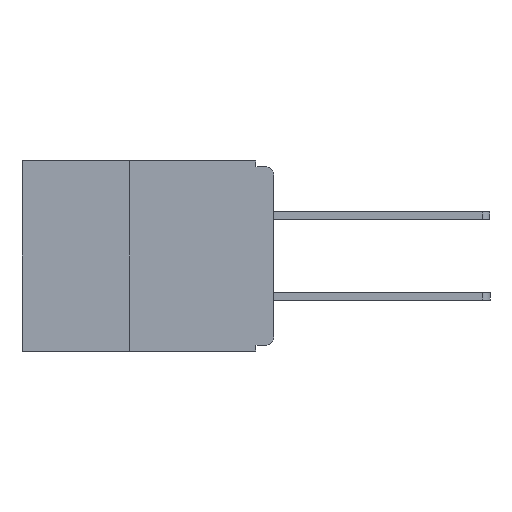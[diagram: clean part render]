
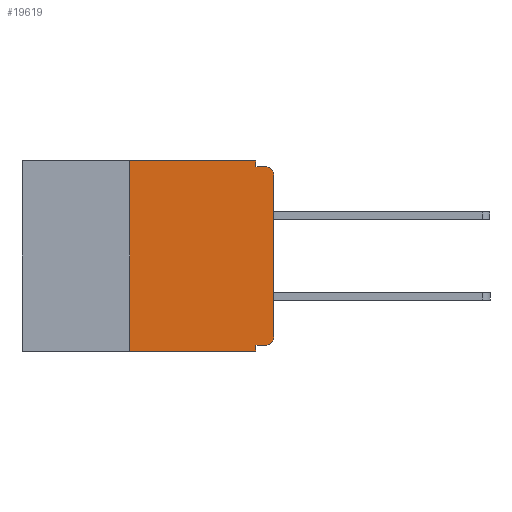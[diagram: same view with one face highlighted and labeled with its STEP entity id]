
A CAD part, left-side view. The second image highlights one B-rep face of the part: STEP entity #19619.
In plain terms, the highlighted planar face has unit normal (-1, 0, 0).
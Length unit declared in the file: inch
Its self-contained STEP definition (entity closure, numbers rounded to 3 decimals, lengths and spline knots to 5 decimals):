
#257 = CARTESIAN_POINT ( 'NONE',  ( 0., 0.25, 0. ) ) ;
#283 = CARTESIAN_POINT ( 'NONE',  ( 0., 0.031, -0.01 ) ) ;
#298 = CARTESIAN_POINT ( 'NONE',  ( 0., 0.015, -0.305 ) ) ;
#527 = VERTEX_POINT ( 'NONE', #283 ) ;
#766 = DIRECTION ( 'NONE',  ( 0., 0., 1. ) ) ;
#1276 = CARTESIAN_POINT ( 'NONE',  ( 0., 0.015, -0.32 ) ) ;
#1779 = CARTESIAN_POINT ( 'NONE',  ( 0., 0., -0.305 ) ) ;
#2267 = EDGE_CURVE ( 'NONE', #13964, #2469, #4900, .T. ) ;
#2469 = VERTEX_POINT ( 'NONE', #6506 ) ;
#2491 = DIRECTION ( 'NONE',  ( 0., 0., -1. ) ) ;
#2832 = LINE ( 'NONE', #13807, #3505 ) ;
#2871 = ORIENTED_EDGE ( 'NONE', *, *, #5765, .T. ) ;
#2892 = ORIENTED_EDGE ( 'NONE', *, *, #2267, .T. ) ;
#2944 = ORIENTED_EDGE ( 'NONE', *, *, #18903, .F. ) ;
#3012 = ORIENTED_EDGE ( 'NONE', *, *, #14231, .F. ) ;
#3056 = ORIENTED_EDGE ( 'NONE', *, *, #13337, .F. ) ;
#3177 = CARTESIAN_POINT ( 'NONE',  ( 0., 0.015, -0.01 ) ) ;
#3239 = ORIENTED_EDGE ( 'NONE', *, *, #24005, .F. ) ;
#3329 = ORIENTED_EDGE ( 'NONE', *, *, #7583, .F. ) ;
#3360 = ORIENTED_EDGE ( 'NONE', *, *, #14199, .T. ) ;
#3491 = ORIENTED_EDGE ( 'NONE', *, *, #4324, .F. ) ;
#3503 = VERTEX_POINT ( 'NONE', #257 ) ;
#3505 = VECTOR ( 'NONE', #13775, 39.37008 ) ;
#3748 = ORIENTED_EDGE ( 'NONE', *, *, #22046, .T. ) ;
#4020 = VERTEX_POINT ( 'NONE', #20507 ) ;
#4324 = EDGE_CURVE ( 'NONE', #14426, #10074, #2832, .T. ) ;
#4730 = CARTESIAN_POINT ( 'NONE',  ( 0., 0., -0.01 ) ) ;
#4900 = LINE ( 'NONE', #21690, #14555 ) ;
#5536 = VECTOR ( 'NONE', #766, 39.37008 ) ;
#5625 = CARTESIAN_POINT ( 'NONE',  ( 0., 0.25, -0.33 ) ) ;
#5765 = EDGE_CURVE ( 'NONE', #2469, #11537, #20720, .T. ) ;
#5947 = CARTESIAN_POINT ( 'NONE',  ( 0., 0.031, 0. ) ) ;
#6006 = VECTOR ( 'NONE', #18149, 39.37008 ) ;
#6506 = CARTESIAN_POINT ( 'NONE',  ( 0., 0., -0.025 ) ) ;
#7173 = VECTOR ( 'NONE', #14525, 39.37008 ) ;
#7583 = EDGE_CURVE ( 'NONE', #10074, #24455, #11771, .T. ) ;
#10074 = VERTEX_POINT ( 'NONE', #10977 ) ;
#10075 = LINE ( 'NONE', #12743, #5536 ) ;
#10511 = CARTESIAN_POINT ( 'NONE',  ( 0., 0.031, -0.33 ) ) ;
#10977 = CARTESIAN_POINT ( 'NONE',  ( 0., 0.031, -0.32 ) ) ;
#11537 = VERTEX_POINT ( 'NONE', #3177 ) ;
#11544 = CIRCLE ( 'NONE', #24464, 0.015 ) ;
#11683 = VECTOR ( 'NONE', #24741, 39.37008 ) ;
#11771 = LINE ( 'NONE', #10511, #6006 ) ;
#11931 = PLANE ( 'NONE',  #12869 ) ;
#12014 = DIRECTION ( 'NONE',  ( 1., 0., 0. ) ) ;
#12354 = VECTOR ( 'NONE', #13632, 39.37008 ) ;
#12535 = DIRECTION ( 'NONE',  ( 0., -1., 0. ) ) ;
#12743 = CARTESIAN_POINT ( 'NONE',  ( 0., 0.25, -0.33 ) ) ;
#12869 = AXIS2_PLACEMENT_3D ( 'NONE', #23259, #12014, #22318 ) ;
#12907 = VECTOR ( 'NONE', #12535, 39.37008 ) ;
#12953 = LINE ( 'NONE', #19238, #12354 ) ;
#13337 = EDGE_CURVE ( 'NONE', #3503, #4020, #12953, .T. ) ;
#13502 = LINE ( 'NONE', #14433, #12907 ) ;
#13632 = DIRECTION ( 'NONE',  ( 0., -1., 0. ) ) ;
#13775 = DIRECTION ( 'NONE',  ( 0., 1., 0. ) ) ;
#13807 = CARTESIAN_POINT ( 'NONE',  ( 0., 0., -0.32 ) ) ;
#13964 = VERTEX_POINT ( 'NONE', #1779 ) ;
#14199 = EDGE_CURVE ( 'NONE', #18222, #24455, #13502, .T. ) ;
#14231 = EDGE_CURVE ( 'NONE', #527, #11537, #22326, .T. ) ;
#14244 = DIRECTION ( 'NONE',  ( -1., 0., 0. ) ) ;
#14426 = VERTEX_POINT ( 'NONE', #1276 ) ;
#14433 = CARTESIAN_POINT ( 'NONE',  ( 0., 0.437, -0.33 ) ) ;
#14525 = DIRECTION ( 'NONE',  ( 0., -1., 0. ) ) ;
#14555 = VECTOR ( 'NONE', #22069, 39.37008 ) ;
#16164 = LINE ( 'NONE', #5947, #11683 ) ;
#17849 = CARTESIAN_POINT ( 'NONE',  ( 0., 0.031, -0.33 ) ) ;
#18149 = DIRECTION ( 'NONE',  ( 0., 0., -1. ) ) ;
#18222 = VERTEX_POINT ( 'NONE', #5625 ) ;
#18523 = EDGE_LOOP ( 'NONE', ( #2892, #2871, #3012, #2944, #3056, #3239, #3360, #3329, #3491, #3748 ) ) ;
#18903 = EDGE_CURVE ( 'NONE', #4020, #527, #16164, .T. ) ;
#19238 = CARTESIAN_POINT ( 'NONE',  ( 0., 0.437, 0. ) ) ;
#19619 = ADVANCED_FACE ( 'NONE', ( #23956 ), #11931, .F. ) ;
#19953 = AXIS2_PLACEMENT_3D ( 'NONE', #21686, #21662, #21620 ) ;
#20507 = CARTESIAN_POINT ( 'NONE',  ( 0., 0.031, 0. ) ) ;
#20720 = CIRCLE ( 'NONE', #19953, 0.015 ) ;
#21620 = DIRECTION ( 'NONE',  ( 0., 0., -1. ) ) ;
#21662 = DIRECTION ( 'NONE',  ( -1., 0., 0. ) ) ;
#21686 = CARTESIAN_POINT ( 'NONE',  ( 0., 0.015, -0.025 ) ) ;
#21690 = CARTESIAN_POINT ( 'NONE',  ( 0., 0., 0. ) ) ;
#22046 = EDGE_CURVE ( 'NONE', #14426, #13964, #11544, .T. ) ;
#22069 = DIRECTION ( 'NONE',  ( 0., 0., 1. ) ) ;
#22318 = DIRECTION ( 'NONE',  ( 0., 0., -1. ) ) ;
#22326 = LINE ( 'NONE', #4730, #7173 ) ;
#23259 = CARTESIAN_POINT ( 'NONE',  ( 0., 0.437, 0. ) ) ;
#23956 = FACE_OUTER_BOUND ( 'NONE', #18523, .T. ) ;
#24005 = EDGE_CURVE ( 'NONE', #18222, #3503, #10075, .T. ) ;
#24455 = VERTEX_POINT ( 'NONE', #17849 ) ;
#24464 = AXIS2_PLACEMENT_3D ( 'NONE', #298, #14244, #2491 ) ;
#24741 = DIRECTION ( 'NONE',  ( 0., 0., -1. ) ) ;
